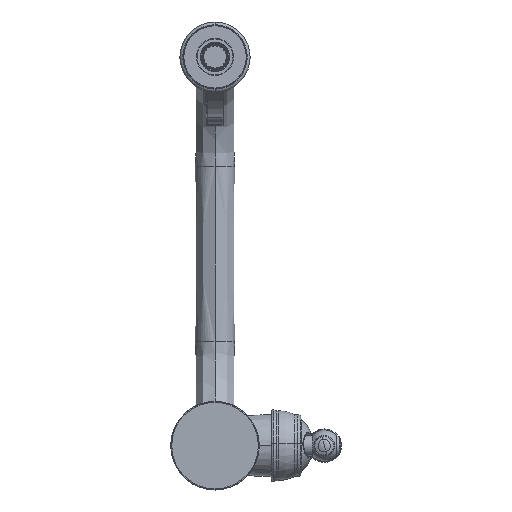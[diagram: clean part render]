
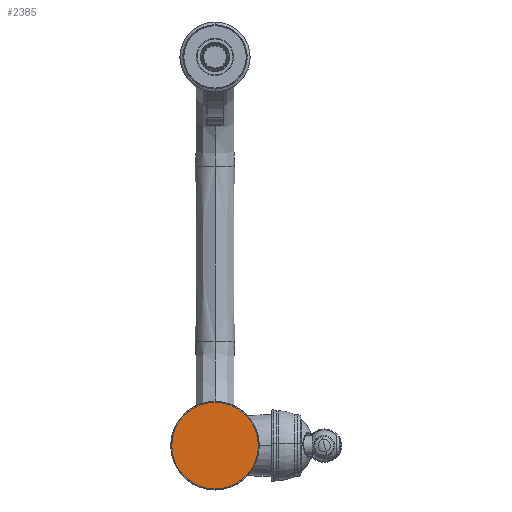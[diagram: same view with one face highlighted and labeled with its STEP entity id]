
A CAD part, front view. The second image highlights one B-rep face of the part: STEP entity #2385.
In plain terms, the highlighted planar face has unit normal (0, -1, 0).
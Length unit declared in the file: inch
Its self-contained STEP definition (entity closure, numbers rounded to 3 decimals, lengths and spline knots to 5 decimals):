
#667=CARTESIAN_POINT('',(0.,0.,0.));
#668=DIRECTION('',(0.,1.,0.));
#669=DIRECTION('',(0.,0.,-1.));
#670=AXIS2_PLACEMENT_3D('',#667,#668,#669);
#672=CARTESIAN_POINT('',(0.,0.,0.));
#673=DIRECTION('',(0.,1.,0.));
#674=DIRECTION('',(0.,0.,1.));
#675=AXIS2_PLACEMENT_3D('',#672,#673,#674);
#1500=CARTESIAN_POINT('',(0.,0.,-1.24537));
#1501=CARTESIAN_POINT('',(0.,0.,1.24537));
#1502=VERTEX_POINT('',#1500);
#1503=VERTEX_POINT('',#1501);
#2376=CARTESIAN_POINT('',(0.,0.,0.));
#2377=DIRECTION('',(0.,-1.,0.));
#2378=DIRECTION('',(0.,0.,1.));
#2379=AXIS2_PLACEMENT_3D('',#2376,#2377,#2378);
#2380=PLANE('',#2379);
#2381=ORIENTED_EDGE('',*,*,#2337,.T.);
#2382=ORIENTED_EDGE('',*,*,#2352,.T.);
#2383=EDGE_LOOP('',(#2381,#2382));
#2384=FACE_OUTER_BOUND('',#2383,.F.);
#2385=ADVANCED_FACE('',(#2384),#2380,.T.);
#671=CIRCLE('',#670,1.24537);
#676=CIRCLE('',#675,1.24537);
#2337=EDGE_CURVE('',#1502,#1503,#671,.T.);
#2352=EDGE_CURVE('',#1503,#1502,#676,.T.);
